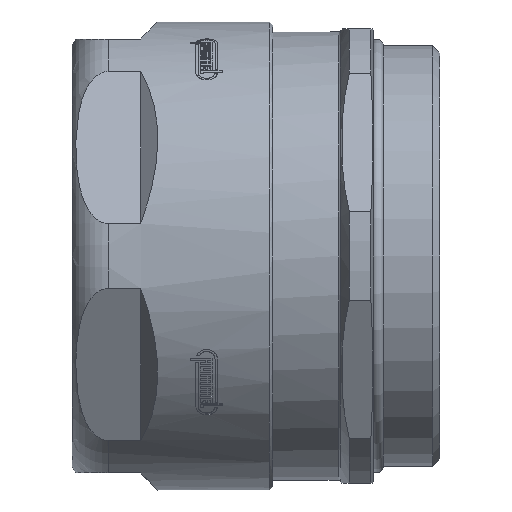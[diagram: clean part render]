
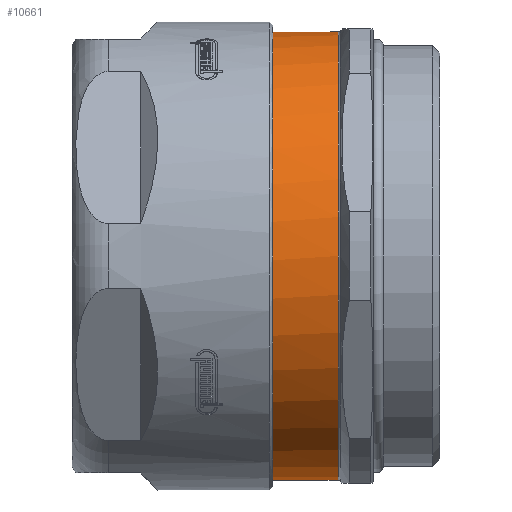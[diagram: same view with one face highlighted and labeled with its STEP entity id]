
A CAD part, left-side view. The second image highlights one B-rep face of the part: STEP entity #10661.
In plain terms, the highlighted cylindrical face has radius 33.5 mm (diameter 67 mm), a full revolution.
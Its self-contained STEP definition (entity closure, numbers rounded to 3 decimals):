
#2633=CYLINDRICAL_SURFACE('',#11417,33.5);
#2712=FACE_BOUND('',#3350,.T.);
#2733=FACE_OUTER_BOUND('',#3349,.T.);
#3349=EDGE_LOOP('',(#7464));
#3350=EDGE_LOOP('',(#7465));
#4085=CIRCLE('',#11418,33.5);
#4086=CIRCLE('',#11419,33.5);
#4794=VERTEX_POINT('',#17046);
#4795=VERTEX_POINT('',#17048);
#5865=EDGE_CURVE('',#4794,#4794,#4085,.T.);
#5866=EDGE_CURVE('',#4795,#4795,#4086,.T.);
#7464=ORIENTED_EDGE('',*,*,#5865,.T.);
#7465=ORIENTED_EDGE('',*,*,#5866,.F.);
#10661=ADVANCED_FACE('',(#2733,#2712),#2633,.T.);
#11417=AXIS2_PLACEMENT_3D('',#17045,#12443,#12444);
#11418=AXIS2_PLACEMENT_3D('',#17047,#12445,#12446);
#11419=AXIS2_PLACEMENT_3D('',#17049,#12447,#12448);
#12443=DIRECTION('center_axis',(0.,-1.,0.));
#12444=DIRECTION('ref_axis',(0.,0.,-1.));
#12445=DIRECTION('center_axis',(0.,-1.,0.));
#12446=DIRECTION('ref_axis',(1.,0.,0.));
#12447=DIRECTION('center_axis',(0.,-1.,0.));
#12448=DIRECTION('ref_axis',(0.,0.,-1.));
#17045=CARTESIAN_POINT('Origin',(0.,0.,0.));
#17046=CARTESIAN_POINT('',(8.249,25.,-32.469));
#17047=CARTESIAN_POINT('Origin',(0.,25.,0.));
#17048=CARTESIAN_POINT('',(0.,15.231,-33.5));
#17049=CARTESIAN_POINT('Origin',(0.,15.231,0.));
